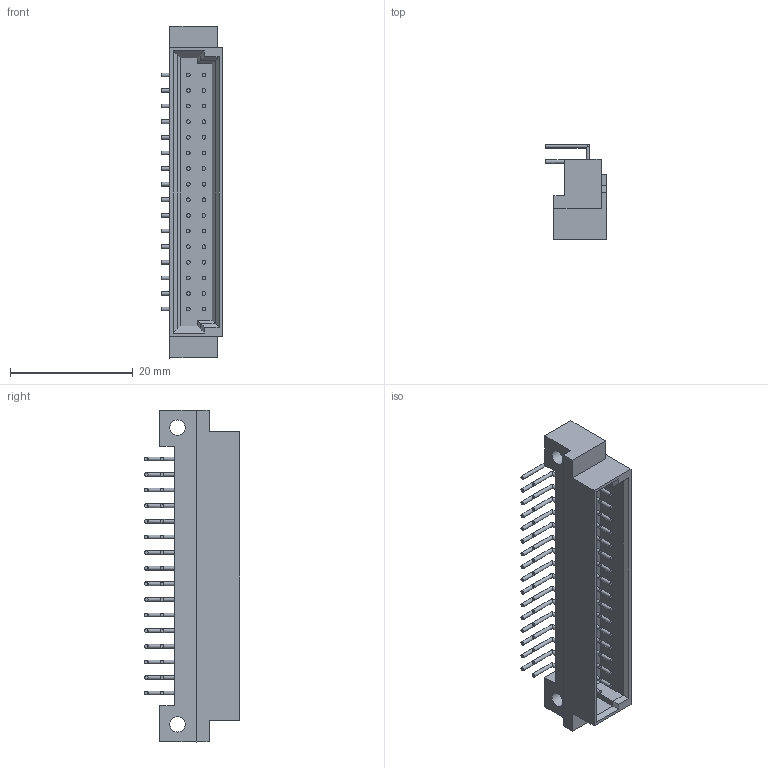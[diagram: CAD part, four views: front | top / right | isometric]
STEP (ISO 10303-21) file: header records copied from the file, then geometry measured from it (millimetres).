
FILE_DESCRIPTION(/* description */ (''),/* implementation_level */ '2;1');
FILE_NAME(/* name */ '100072961ugm000_b.stp',/* time_stamp */ '2014-06-12T11:59:56+02:00',/* author */ (''),/* organization */ (''),/* preprocessor_version */ 'ST-DEVELOPER v15',/* originating_system */ 'SIEMENS PLM Software NX 8.5',/* authorisation */ '');
FILE_SCHEMA (('AUTOMOTIVE_DESIGN { 1 0 10303 214 3 1 1 1 }'));
Length unit declared in the file: millimetre
Products named in the file (1): 100072961ugm000_b
Bounding box: 9.83 x 15.48 x 54 mm (x, y, z)
Volume: 2688.4 mm3; surface area: 3741.5 mm2
Topology: 1 solids, 1 shells, 241 faces, 506 edges, 268 vertices
Faces by surface type: plane 111, cylinder 98, sphere 32
Full cylindrical faces by diameter (mm): 0.6 x96, 2.5 x2
Entity records: 6138 total; most frequent: CARTESIAN_POINT 1270, DIRECTION 992, ORIENTED_EDGE 688, AXIS2_PLACEMENT_3D 438, EDGE_LOOP 408, EDGE_CURVE 344, FACE_BOUND 271, VERTEX_POINT 268
